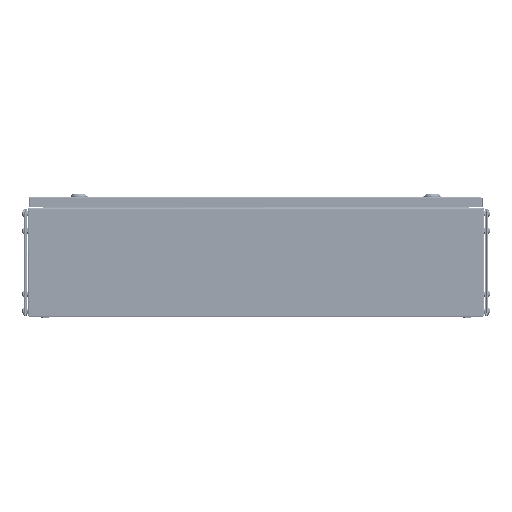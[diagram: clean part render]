
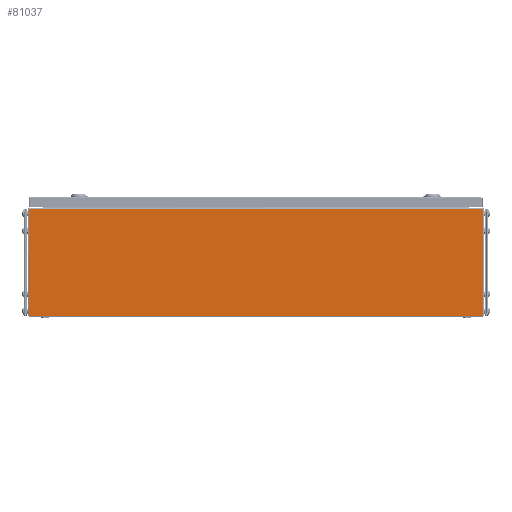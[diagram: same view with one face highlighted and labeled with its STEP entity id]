
A CAD part, left-side view. The second image highlights one B-rep face of the part: STEP entity #81037.
In plain terms, the highlighted planar face has unit normal (-1, 0, 0).
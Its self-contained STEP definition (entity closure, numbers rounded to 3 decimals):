
#254 = VERTEX_POINT ( 'NONE', #74708 ) ;
#1043 = ORIENTED_EDGE ( 'NONE', *, *, #17826, .T. ) ;
#2205 = DIRECTION ( 'NONE',  ( 0., 0., 1. ) ) ;
#2270 = LINE ( 'NONE', #56740, #77553 ) ;
#3481 = AXIS2_PLACEMENT_3D ( 'NONE', #32224, #13202, #83785 ) ;
#3568 = VECTOR ( 'NONE', #34133, 1000. ) ;
#7043 = EDGE_CURVE ( 'NONE', #43744, #72225, #25169, .T. ) ;
#7398 = CARTESIAN_POINT ( 'NONE',  ( -300., -395.5, 0. ) ) ;
#7762 = CARTESIAN_POINT ( 'NONE',  ( -300., -395.5, 187.5 ) ) ;
#13202 = DIRECTION ( 'NONE',  ( 1., 0., 0. ) ) ;
#13392 = LINE ( 'NONE', #7762, #3568 ) ;
#13645 = VECTOR ( 'NONE', #78427, 1000. ) ;
#14393 = EDGE_CURVE ( 'NONE', #254, #72225, #2270, .T. ) ;
#17826 = EDGE_CURVE ( 'NONE', #83686, #43744, #13392, .T. ) ;
#19818 = CARTESIAN_POINT ( 'NONE',  ( -300., -395.5, 187.5 ) ) ;
#25169 = LINE ( 'NONE', #59783, #13645 ) ;
#32224 = CARTESIAN_POINT ( 'NONE',  ( -300., 0., 0. ) ) ;
#34133 = DIRECTION ( 'NONE',  ( 0., 1., 0. ) ) ;
#35067 = LINE ( 'NONE', #7398, #73211 ) ;
#43184 = ORIENTED_EDGE ( 'NONE', *, *, #14393, .F. ) ;
#43258 = CARTESIAN_POINT ( 'NONE',  ( -300., 395.5, 187.5 ) ) ;
#43744 = VERTEX_POINT ( 'NONE', #43258 ) ;
#48978 = DIRECTION ( 'NONE',  ( 0., 1., 0. ) ) ;
#55522 = CARTESIAN_POINT ( 'NONE',  ( -300., 395.5, 1. ) ) ;
#56740 = CARTESIAN_POINT ( 'NONE',  ( -300., 395.5, 1. ) ) ;
#59271 = ORIENTED_EDGE ( 'NONE', *, *, #68147, .T. ) ;
#59783 = CARTESIAN_POINT ( 'NONE',  ( -300., 395.5, 0. ) ) ;
#62214 = ORIENTED_EDGE ( 'NONE', *, *, #7043, .T. ) ;
#68147 = EDGE_CURVE ( 'NONE', #254, #83686, #35067, .T. ) ;
#72225 = VERTEX_POINT ( 'NONE', #55522 ) ;
#73211 = VECTOR ( 'NONE', #2205, 1000. ) ;
#74708 = CARTESIAN_POINT ( 'NONE',  ( -300., -395.5, 1. ) ) ;
#77287 = PLANE ( 'NONE',  #3481 ) ;
#77553 = VECTOR ( 'NONE', #48978, 1000. ) ;
#78392 = EDGE_LOOP ( 'NONE', ( #1043, #62214, #43184, #59271 ) ) ;
#78427 = DIRECTION ( 'NONE',  ( 0., 0., -1. ) ) ;
#81037 = ADVANCED_FACE ( 'NONE', ( #85480 ), #77287, .F. ) ;
#83686 = VERTEX_POINT ( 'NONE', #19818 ) ;
#83785 = DIRECTION ( 'NONE',  ( 0., 0., -1. ) ) ;
#85480 = FACE_OUTER_BOUND ( 'NONE', #78392, .T. ) ;
